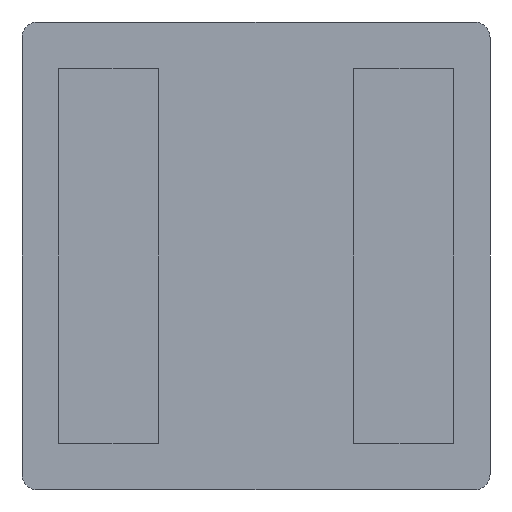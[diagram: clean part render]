
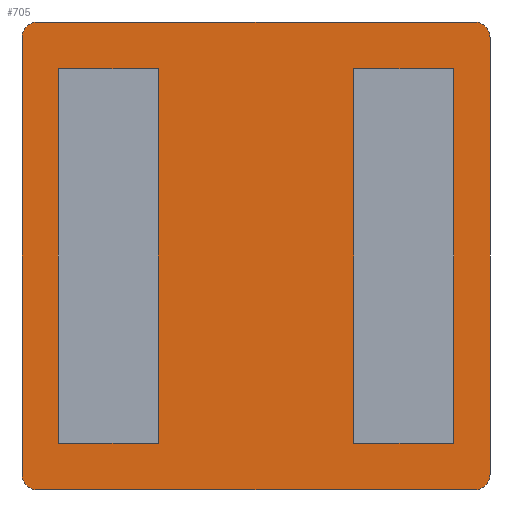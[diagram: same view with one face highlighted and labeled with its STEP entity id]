
A CAD part, front view. The second image highlights one B-rep face of the part: STEP entity #705.
In plain terms, the highlighted planar face has unit normal (0, -1, 0).
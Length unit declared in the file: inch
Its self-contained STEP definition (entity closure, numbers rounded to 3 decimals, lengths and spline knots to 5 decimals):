
#15 = FACE_OUTER_BOUND ( 'NONE', #623, .T. ) ;
#38 = DIRECTION ( 'NONE',  ( 0., -1., 0. ) ) ;
#70 = VERTEX_POINT ( 'NONE', #1468 ) ;
#82 = VERTEX_POINT ( 'NONE', #1303 ) ;
#108 = CARTESIAN_POINT ( 'NONE',  ( -0.1375, 0.0024, 0.1375 ) ) ;
#133 = ORIENTED_EDGE ( 'NONE', *, *, #2167, .T. ) ;
#149 = CARTESIAN_POINT ( 'NONE',  ( 0.1475, 0.0024, 0.1375 ) ) ;
#153 = CARTESIAN_POINT ( 'NONE',  ( -0.1475, 0.0024, -0.1375 ) ) ;
#159 = ORIENTED_EDGE ( 'NONE', *, *, #1039, .T. ) ;
#174 = ORIENTED_EDGE ( 'NONE', *, *, #1246, .T. ) ;
#188 = CARTESIAN_POINT ( 'NONE',  ( 0., 0.0024, 0. ) ) ;
#272 = DIRECTION ( 'NONE',  ( 0., 0., 1. ) ) ;
#301 = ORIENTED_EDGE ( 'NONE', *, *, #1965, .T. ) ;
#365 = EDGE_CURVE ( 'NONE', #1911, #1652, #2129, .T. ) ;
#369 = PLANE ( 'NONE',  #1981 ) ;
#382 = LINE ( 'NONE', #1404, #777 ) ;
#468 = VERTEX_POINT ( 'NONE', #153 ) ;
#516 = LINE ( 'NONE', #1679, #1360 ) ;
#520 = VERTEX_POINT ( 'NONE', #1498 ) ;
#537 = DIRECTION ( 'NONE',  ( 0., 0., 1. ) ) ;
#622 = DIRECTION ( 'NONE',  ( -1., 0., 0. ) ) ;
#623 = EDGE_LOOP ( 'NONE', ( #1486, #301, #770, #1314, #174, #159, #133, #1439 ) ) ;
#632 = EDGE_CURVE ( 'NONE', #70, #1911, #516, .T. ) ;
#640 = DIRECTION ( 'NONE',  ( 0., -1., 0. ) ) ;
#705 = ADVANCED_FACE ( 'NONE', ( #15 ), #369, .F. ) ;
#738 = DIRECTION ( 'NONE',  ( 0., -1., 0. ) ) ;
#757 = VECTOR ( 'NONE', #622, 39.37008 ) ;
#770 = ORIENTED_EDGE ( 'NONE', *, *, #632, .T. ) ;
#777 = VECTOR ( 'NONE', #1564, 39.37008 ) ;
#805 = VERTEX_POINT ( 'NONE', #2043 ) ;
#929 = AXIS2_PLACEMENT_3D ( 'NONE', #1744, #738, #1906 ) ;
#967 = CARTESIAN_POINT ( 'NONE',  ( -0.1475, 0.0024, -0.1475 ) ) ;
#1039 = EDGE_CURVE ( 'NONE', #82, #805, #1119, .T. ) ;
#1041 = CARTESIAN_POINT ( 'NONE',  ( 0.1375, 0.0024, -0.1375 ) ) ;
#1119 = CIRCLE ( 'NONE', #1939, 0.01 ) ;
#1215 = DIRECTION ( 'NONE',  ( 0., 0., 1. ) ) ;
#1246 = EDGE_CURVE ( 'NONE', #1652, #82, #2026, .T. ) ;
#1254 = EDGE_CURVE ( 'NONE', #2045, #520, #1973, .T. ) ;
#1266 = AXIS2_PLACEMENT_3D ( 'NONE', #1041, #38, #1215 ) ;
#1281 = DIRECTION ( 'NONE',  ( 0., -1., 0. ) ) ;
#1303 = CARTESIAN_POINT ( 'NONE',  ( -0.1375, 0.0024, 0.1475 ) ) ;
#1314 = ORIENTED_EDGE ( 'NONE', *, *, #365, .T. ) ;
#1360 = VECTOR ( 'NONE', #1841, 39.37008 ) ;
#1404 = CARTESIAN_POINT ( 'NONE',  ( -0.1475, 0.0024, -0.1475 ) ) ;
#1439 = ORIENTED_EDGE ( 'NONE', *, *, #1817, .T. ) ;
#1468 = CARTESIAN_POINT ( 'NONE',  ( 0.1475, 0.0024, -0.1375 ) ) ;
#1486 = ORIENTED_EDGE ( 'NONE', *, *, #1254, .T. ) ;
#1498 = CARTESIAN_POINT ( 'NONE',  ( 0.1375, 0.0024, -0.1475 ) ) ;
#1538 = DIRECTION ( 'NONE',  ( 0., 1., 0. ) ) ;
#1539 = VECTOR ( 'NONE', #2128, 39.37008 ) ;
#1564 = DIRECTION ( 'NONE',  ( 0., 0., -1. ) ) ;
#1625 = CARTESIAN_POINT ( 'NONE',  ( -0.1475, 0.0024, 0.1475 ) ) ;
#1650 = CARTESIAN_POINT ( 'NONE',  ( -0.1375, 0.0024, -0.1375 ) ) ;
#1652 = VERTEX_POINT ( 'NONE', #2036 ) ;
#1679 = CARTESIAN_POINT ( 'NONE',  ( 0.1475, 0.0024, -0.1475 ) ) ;
#1683 = CARTESIAN_POINT ( 'NONE',  ( -0.1375, 0.0024, -0.1475 ) ) ;
#1692 = CIRCLE ( 'NONE', #1266, 0.01 ) ;
#1725 = CIRCLE ( 'NONE', #1961, 0.01 ) ;
#1744 = CARTESIAN_POINT ( 'NONE',  ( 0.1375, 0.0024, 0.1375 ) ) ;
#1814 = DIRECTION ( 'NONE',  ( 0., 0., 1. ) ) ;
#1817 = EDGE_CURVE ( 'NONE', #468, #2045, #1725, .T. ) ;
#1841 = DIRECTION ( 'NONE',  ( 0., 0., 1. ) ) ;
#1906 = DIRECTION ( 'NONE',  ( 0., 0., 1. ) ) ;
#1911 = VERTEX_POINT ( 'NONE', #149 ) ;
#1939 = AXIS2_PLACEMENT_3D ( 'NONE', #108, #1281, #272 ) ;
#1961 = AXIS2_PLACEMENT_3D ( 'NONE', #1650, #640, #1814 ) ;
#1965 = EDGE_CURVE ( 'NONE', #520, #70, #1692, .T. ) ;
#1973 = LINE ( 'NONE', #967, #1539 ) ;
#1981 = AXIS2_PLACEMENT_3D ( 'NONE', #188, #1538, #537 ) ;
#2026 = LINE ( 'NONE', #1625, #757 ) ;
#2036 = CARTESIAN_POINT ( 'NONE',  ( 0.1375, 0.0024, 0.1475 ) ) ;
#2043 = CARTESIAN_POINT ( 'NONE',  ( -0.1475, 0.0024, 0.1375 ) ) ;
#2045 = VERTEX_POINT ( 'NONE', #1683 ) ;
#2128 = DIRECTION ( 'NONE',  ( 1., 0., 0. ) ) ;
#2129 = CIRCLE ( 'NONE', #929, 0.01 ) ;
#2167 = EDGE_CURVE ( 'NONE', #805, #468, #382, .T. ) ;
